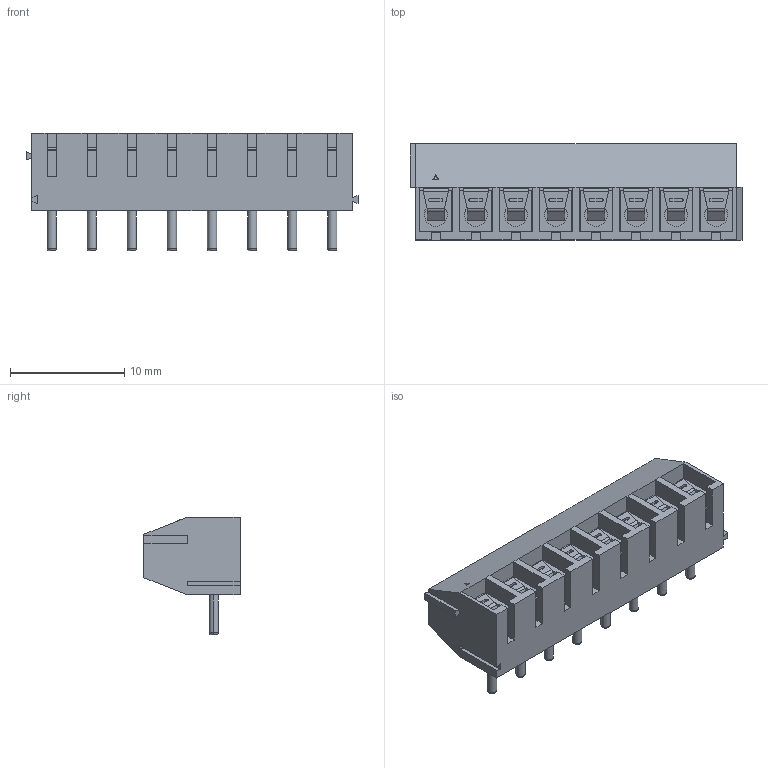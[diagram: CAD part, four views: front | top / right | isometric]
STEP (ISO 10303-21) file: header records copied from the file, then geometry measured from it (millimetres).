
FILE_DESCRIPTION (( 'STEP AP214' ), '1' );
FILE_NAME ('DG350R-3.96-08P-12-00AH.STEP', '2021-01-18T04:15:04', ( '' ), ( '' ), 'SwSTEP 2.0', 'SolidWorks 2020', '' );
FILE_SCHEMA (( 'AUTOMOTIVE_DESIGN' ));
Length unit declared in the file: millimetre
Products named in the file (1): DG350R-3.96-08P-12-00AH
Bounding box: 29 x 8.4 x 10.3 mm (x, y, z)
Volume: 1148.7 mm3; surface area: 2452.7 mm2
Topology: 1 solids, 1 shells, 851 faces, 2207 edges, 1420 vertices
Faces by surface type: plane 459, bspline 184, cylinder 120, torus 72, cone 16
Entity records: 42867 total; most frequent: CARTESIAN_POINT 15567, ORIENTED_EDGE 4414, DIRECTION 3527, EDGE_CURVE 2207, VERTEX_POINT 1420, LINE 1359, VECTOR 1359, AXIS2_PLACEMENT_3D 1084
